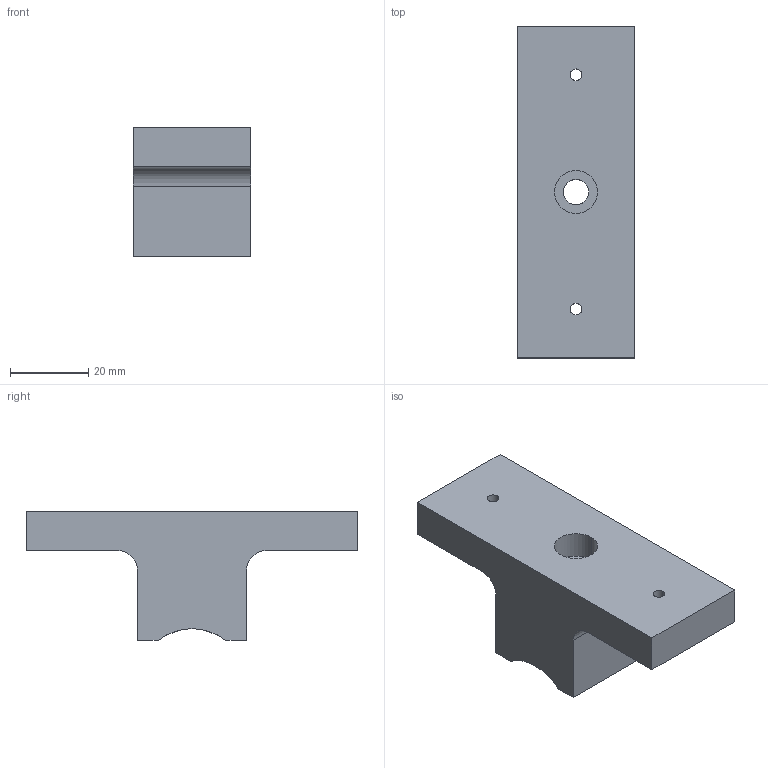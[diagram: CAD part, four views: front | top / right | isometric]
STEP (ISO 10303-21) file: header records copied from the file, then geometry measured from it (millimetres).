
FILE_DESCRIPTION(('CATIA V5 STEP','CAx-IF Rec.Pracs.--- Model Styling and Organization---1.5--- 2016-08-15','CAx-IF Rec.Pracs.---Supplemental Geometry---1.0---2011-11-01','CAx-IF Rec.Pracs.--- Composite Materials ---1.1---2010-07-15'),'2;1');
FILE_NAME('TEIL_HINTEN_2-1X2.stp','2025-08-27T11:05:32+00:00',('none'),('VOLKSWAGEN AG'),'CATIA Version 5-6 Release 2024 SP3 HF10','CATIA V5 STEP AP214 v3','none');
FILE_SCHEMA(('AUTOMOTIVE_DESIGN { 1 0 10303 214 1 1 1 1 }'));
Length unit declared in the file: millimetre
Products named in the file (1): PART1
Bounding box: 30 x 85 x 33 mm (x, y, z)
Volume: 42505.2 mm3; surface area: 10739.5 mm2
Topology: 1 solids, 1 shells, 23 faces, 60 edges, 40 vertices
Faces by surface type: plane 12, cylinder 11
Entity records: 733 total; most frequent: CARTESIAN_POINT 147, ORIENTED_EDGE 120, DIRECTION 94, EDGE_CURVE 60, VERTEX_POINT 40, AXIS2_PLACEMENT_3D 39, VECTOR 38, LINE 38
